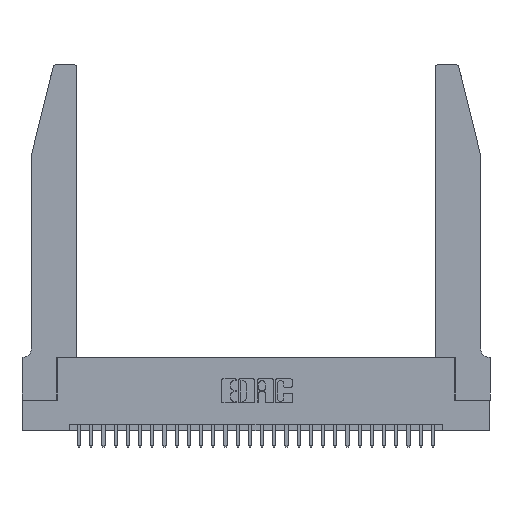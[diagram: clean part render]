
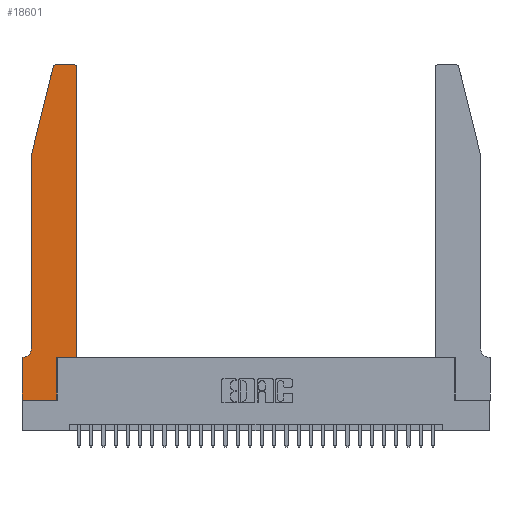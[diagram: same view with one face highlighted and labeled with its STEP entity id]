
A CAD part, top view. The second image highlights one B-rep face of the part: STEP entity #18601.
In plain terms, the highlighted planar face has unit normal (0, 0, 1).
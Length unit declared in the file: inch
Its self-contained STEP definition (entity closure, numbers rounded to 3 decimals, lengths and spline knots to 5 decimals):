
#1279 = VERTEX_POINT ( 'NONE', #2272 ) ;
#1359 = AXIS2_PLACEMENT_3D ( 'NONE', #5810, #12936, #13123 ) ;
#1365 = CARTESIAN_POINT ( 'NONE',  ( 0.2865, 0.35, 0.37 ) ) ;
#1411 = CARTESIAN_POINT ( 'NONE',  ( 0., 0.35, 0.37 ) ) ;
#1479 = EDGE_CURVE ( 'NONE', #22978, #22439, #12082, .T. ) ;
#1673 = ORIENTED_EDGE ( 'NONE', *, *, #6399, .T. ) ;
#2272 = CARTESIAN_POINT ( 'NONE',  ( 0.2865, 0.35, 0.37 ) ) ;
#2484 = DIRECTION ( 'NONE',  ( 0., -1., 0. ) ) ;
#2492 = LINE ( 'NONE', #17178, #27809 ) ;
#2689 = EDGE_CURVE ( 'NONE', #1279, #10799, #16382, .T. ) ;
#2704 = EDGE_CURVE ( 'NONE', #29431, #12770, #21039, .T. ) ;
#3414 = VECTOR ( 'NONE', #22191, 39.37008 ) ;
#3772 = EDGE_CURVE ( 'NONE', #22439, #29431, #25985, .T. ) ;
#3919 = DIRECTION ( 'NONE',  ( 1., 0., 0. ) ) ;
#4178 = AXIS2_PLACEMENT_3D ( 'NONE', #7159, #12092, #28203 ) ;
#4422 = ORIENTED_EDGE ( 'NONE', *, *, #28769, .T. ) ;
#4594 = ORIENTED_EDGE ( 'NONE', *, *, #20111, .T. ) ;
#4878 = VERTEX_POINT ( 'NONE', #29874 ) ;
#5473 = CARTESIAN_POINT ( 'NONE',  ( 0.0755, 2., 0.37 ) ) ;
#5521 = EDGE_CURVE ( 'NONE', #10799, #4878, #11653, .T. ) ;
#5810 = CARTESIAN_POINT ( 'NONE',  ( 0.0055, 0.42, 0.37 ) ) ;
#6083 = CARTESIAN_POINT ( 'NONE',  ( 0.284, 2.75, 0.37 ) ) ;
#6249 = CARTESIAN_POINT ( 'NONE',  ( 0., 0., 0.37 ) ) ;
#6349 = FACE_OUTER_BOUND ( 'NONE', #10153, .T. ) ;
#6399 = EDGE_CURVE ( 'NONE', #12770, #22686, #2492, .T. ) ;
#6788 = CARTESIAN_POINT ( 'NONE',  ( 0.4505, 0.35, 0.37 ) ) ;
#6813 = CARTESIAN_POINT ( 'NONE',  ( 0.2865, 0., 0.37 ) ) ;
#7159 = CARTESIAN_POINT ( 'NONE',  ( 0.284, 2.72, 0.37 ) ) ;
#7797 = LINE ( 'NONE', #22425, #13303 ) ;
#7857 = ORIENTED_EDGE ( 'NONE', *, *, #29245, .T. ) ;
#7911 = DIRECTION ( 'NONE',  ( -0.239, -0.971, 0. ) ) ;
#8059 = DIRECTION ( 'NONE',  ( 1., 0., 0. ) ) ;
#8136 = LINE ( 'NONE', #16995, #24431 ) ;
#8253 = CIRCLE ( 'NONE', #4178, 0.03 ) ;
#9335 = CARTESIAN_POINT ( 'NONE',  ( 0.0755, 0.42, 0.37 ) ) ;
#9425 = VERTEX_POINT ( 'NONE', #6083 ) ;
#9882 = CIRCLE ( 'NONE', #18178, 0.03 ) ;
#10153 = EDGE_LOOP ( 'NONE', ( #4422, #29064, #19470, #22651, #24678, #1673, #24156, #4594, #7857, #11327, #24984, #21968 ) ) ;
#10189 = VECTOR ( 'NONE', #8059, 39.37008 ) ;
#10672 = EDGE_CURVE ( 'NONE', #4878, #29765, #9882, .T. ) ;
#10799 = VERTEX_POINT ( 'NONE', #6788 ) ;
#10976 = VECTOR ( 'NONE', #7911, 39.37008 ) ;
#11327 = ORIENTED_EDGE ( 'NONE', *, *, #2689, .T. ) ;
#11619 = CARTESIAN_POINT ( 'NONE',  ( 0.25487, 2.72718, 0.37 ) ) ;
#11653 = LINE ( 'NONE', #23122, #20307 ) ;
#11747 = CARTESIAN_POINT ( 'NONE',  ( 0.0755, 2., 0.37 ) ) ;
#12082 = LINE ( 'NONE', #5473, #10976 ) ;
#12092 = DIRECTION ( 'NONE',  ( 0., 0., 1. ) ) ;
#12770 = VERTEX_POINT ( 'NONE', #28426 ) ;
#12936 = DIRECTION ( 'NONE',  ( 0., 0., -1. ) ) ;
#13123 = DIRECTION ( 'NONE',  ( -1., 0., 0. ) ) ;
#13303 = VECTOR ( 'NONE', #24751, 39.37008 ) ;
#13611 = DIRECTION ( 'NONE',  ( 0., 0., 1. ) ) ;
#16382 = LINE ( 'NONE', #25111, #10189 ) ;
#16407 = CARTESIAN_POINT ( 'NONE',  ( 0.0755, 2., 0.37 ) ) ;
#16964 = DIRECTION ( 'NONE',  ( 1., 0., 0. ) ) ;
#16995 = CARTESIAN_POINT ( 'NONE',  ( 0., 0., 0.37 ) ) ;
#17178 = CARTESIAN_POINT ( 'NONE',  ( 0.0755, 0.35, 0.37 ) ) ;
#17641 = DIRECTION ( 'NONE',  ( 0., 0., 1. ) ) ;
#18178 = AXIS2_PLACEMENT_3D ( 'NONE', #29423, #13611, #20438 ) ;
#18321 = DIRECTION ( 'NONE',  ( 0., 1., 0. ) ) ;
#18601 = ADVANCED_FACE ( 'NONE', ( #6349 ), #27070, .T. ) ;
#19001 = LINE ( 'NONE', #1365, #3414 ) ;
#19470 = ORIENTED_EDGE ( 'NONE', *, *, #1479, .T. ) ;
#19895 = VECTOR ( 'NONE', #2484, 39.37008 ) ;
#20111 = EDGE_CURVE ( 'NONE', #28087, #22963, #26485, .T. ) ;
#20307 = VECTOR ( 'NONE', #18321, 39.37008 ) ;
#20438 = DIRECTION ( 'NONE',  ( 1., 0., 0. ) ) ;
#21039 = CIRCLE ( 'NONE', #1359, 0.07 ) ;
#21959 = EDGE_CURVE ( 'NONE', #9425, #22978, #8253, .T. ) ;
#21968 = ORIENTED_EDGE ( 'NONE', *, *, #10672, .T. ) ;
#22191 = DIRECTION ( 'NONE',  ( 0., 1., 0. ) ) ;
#22425 = CARTESIAN_POINT ( 'NONE',  ( 0.2605, 2.75, 0.37 ) ) ;
#22439 = VERTEX_POINT ( 'NONE', #11747 ) ;
#22651 = ORIENTED_EDGE ( 'NONE', *, *, #3772, .T. ) ;
#22686 = VERTEX_POINT ( 'NONE', #25724 ) ;
#22761 = CARTESIAN_POINT ( 'NONE',  ( 0.4205, 2.75, 0.37 ) ) ;
#22963 = VERTEX_POINT ( 'NONE', #6813 ) ;
#22978 = VERTEX_POINT ( 'NONE', #11619 ) ;
#23122 = CARTESIAN_POINT ( 'NONE',  ( 0.4505, 0.35, 0.37 ) ) ;
#23323 = AXIS2_PLACEMENT_3D ( 'NONE', #1411, #17641, #3919 ) ;
#24156 = ORIENTED_EDGE ( 'NONE', *, *, #29133, .T. ) ;
#24198 = DIRECTION ( 'NONE',  ( -1., 0., 0. ) ) ;
#24431 = VECTOR ( 'NONE', #28883, 39.37008 ) ;
#24678 = ORIENTED_EDGE ( 'NONE', *, *, #2704, .T. ) ;
#24715 = VECTOR ( 'NONE', #16964, 39.37008 ) ;
#24751 = DIRECTION ( 'NONE',  ( -1., 0., 0. ) ) ;
#24984 = ORIENTED_EDGE ( 'NONE', *, *, #5521, .T. ) ;
#25111 = CARTESIAN_POINT ( 'NONE',  ( 0.4505, 0.35, 0.37 ) ) ;
#25724 = CARTESIAN_POINT ( 'NONE',  ( 0., 0.35, 0.37 ) ) ;
#25985 = LINE ( 'NONE', #16407, #19895 ) ;
#26177 = CARTESIAN_POINT ( 'NONE',  ( 0., 0., 0.37 ) ) ;
#26485 = LINE ( 'NONE', #26177, #24715 ) ;
#27070 = PLANE ( 'NONE',  #23323 ) ;
#27809 = VECTOR ( 'NONE', #24198, 39.37008 ) ;
#28087 = VERTEX_POINT ( 'NONE', #6249 ) ;
#28203 = DIRECTION ( 'NONE',  ( 1., 0., 0. ) ) ;
#28426 = CARTESIAN_POINT ( 'NONE',  ( 0.0055, 0.35, 0.37 ) ) ;
#28769 = EDGE_CURVE ( 'NONE', #29765, #9425, #7797, .T. ) ;
#28883 = DIRECTION ( 'NONE',  ( 0., -1., 0. ) ) ;
#29064 = ORIENTED_EDGE ( 'NONE', *, *, #21959, .T. ) ;
#29133 = EDGE_CURVE ( 'NONE', #22686, #28087, #8136, .T. ) ;
#29245 = EDGE_CURVE ( 'NONE', #22963, #1279, #19001, .T. ) ;
#29423 = CARTESIAN_POINT ( 'NONE',  ( 0.4205, 2.72, 0.37 ) ) ;
#29431 = VERTEX_POINT ( 'NONE', #9335 ) ;
#29765 = VERTEX_POINT ( 'NONE', #22761 ) ;
#29874 = CARTESIAN_POINT ( 'NONE',  ( 0.4505, 2.72, 0.37 ) ) ;
